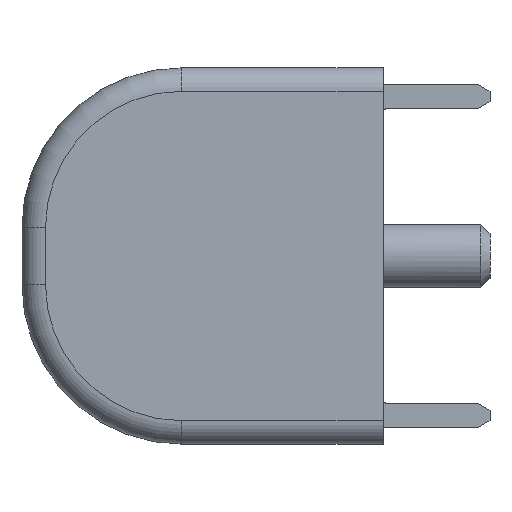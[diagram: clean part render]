
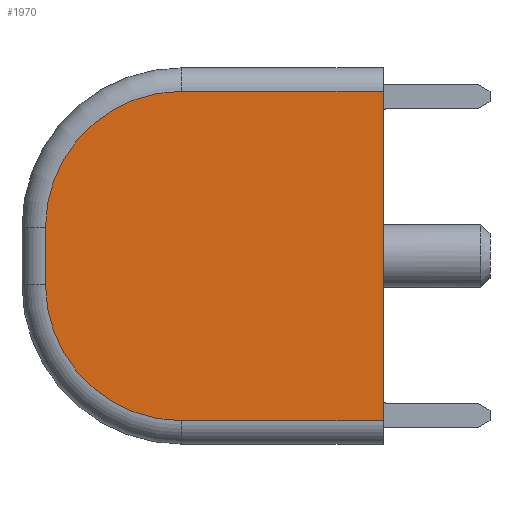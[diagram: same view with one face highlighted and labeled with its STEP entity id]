
A CAD part, left-side view. The second image highlights one B-rep face of the part: STEP entity #1970.
In plain terms, the highlighted planar face has unit normal (-1, 0, 0).
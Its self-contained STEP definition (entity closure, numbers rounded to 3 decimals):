
#85 = DIRECTION ( 'NONE',  ( -1., 0., 0. ) ) ;
#108 = CARTESIAN_POINT ( 'NONE',  ( -16.497, 6.426, -5.245 ) ) ;
#111 = ORIENTED_EDGE ( 'NONE', *, *, #116, .F. ) ;
#116 = EDGE_CURVE ( 'NONE', #2237, #2933, #3271, .T. ) ;
#196 = DIRECTION ( 'NONE',  ( 0., 1., 0. ) ) ;
#253 = EDGE_CURVE ( 'NONE', #1995, #637, #3073, .T. ) ;
#283 = FACE_OUTER_BOUND ( 'NONE', #556, .T. ) ;
#543 = CARTESIAN_POINT ( 'NONE',  ( -16.497, 0., 5.245 ) ) ;
#556 = EDGE_LOOP ( 'NONE', ( #3610, #3260, #111, #2626, #4096, #3774 ) ) ;
#569 = VECTOR ( 'NONE', #3477, 1000. ) ;
#637 = VERTEX_POINT ( 'NONE', #1003 ) ;
#734 = VECTOR ( 'NONE', #196, 1000. ) ;
#752 = DIRECTION ( 'NONE',  ( 0., 0., -1. ) ) ;
#987 = CIRCLE ( 'NONE', #4048, 4.331 ) ;
#1003 = CARTESIAN_POINT ( 'NONE',  ( -16.497, 10.757, -0.914 ) ) ;
#1037 = CARTESIAN_POINT ( 'NONE',  ( -16.497, 10.757, 0.914 ) ) ;
#1121 = EDGE_CURVE ( 'NONE', #637, #3588, #4285, .T. ) ;
#1135 = CARTESIAN_POINT ( 'NONE',  ( -16.497, 10.757, -0.914 ) ) ;
#1253 = DIRECTION ( 'NONE',  ( -1., 0., 0. ) ) ;
#1268 = CARTESIAN_POINT ( 'NONE',  ( -16.497, 6.426, 0.914 ) ) ;
#1483 = DIRECTION ( 'NONE',  ( 1., 0., 0. ) ) ;
#1502 = CARTESIAN_POINT ( 'NONE',  ( -16.497, 6.426, -5.245 ) ) ;
#1970 = ADVANCED_FACE ( 'NONE', ( #283 ), #3156, .F. ) ;
#1995 = VERTEX_POINT ( 'NONE', #1037 ) ;
#2046 = CARTESIAN_POINT ( 'NONE',  ( -16.497, 0., 5.994 ) ) ;
#2159 = AXIS2_PLACEMENT_3D ( 'NONE', #3488, #1483, #3820 ) ;
#2237 = VERTEX_POINT ( 'NONE', #543 ) ;
#2261 = VERTEX_POINT ( 'NONE', #4176 ) ;
#2413 = DIRECTION ( 'NONE',  ( 0., 0., -1. ) ) ;
#2626 = ORIENTED_EDGE ( 'NONE', *, *, #3560, .T. ) ;
#2664 = VECTOR ( 'NONE', #752, 1000. ) ;
#2761 = DIRECTION ( 'NONE',  ( 0., -1., 0. ) ) ;
#2886 = EDGE_CURVE ( 'NONE', #3588, #2933, #3533, .T. ) ;
#2933 = VERTEX_POINT ( 'NONE', #3132 ) ;
#2960 = DIRECTION ( 'NONE',  ( 0., 0., -1. ) ) ;
#3045 = LINE ( 'NONE', #3178, #734 ) ;
#3073 = LINE ( 'NONE', #1135, #569 ) ;
#3131 = CARTESIAN_POINT ( 'NONE',  ( -16.497, 6.426, -0.914 ) ) ;
#3132 = CARTESIAN_POINT ( 'NONE',  ( -16.497, 0., -5.245 ) ) ;
#3156 = PLANE ( 'NONE',  #2159 ) ;
#3178 = CARTESIAN_POINT ( 'NONE',  ( -16.497, 6.426, 5.245 ) ) ;
#3260 = ORIENTED_EDGE ( 'NONE', *, *, #2886, .T. ) ;
#3271 = LINE ( 'NONE', #2046, #2664 ) ;
#3477 = DIRECTION ( 'NONE',  ( 0., 0., -1. ) ) ;
#3488 = CARTESIAN_POINT ( 'NONE',  ( -16.497, 6.426, -0.914 ) ) ;
#3533 = LINE ( 'NONE', #108, #4278 ) ;
#3560 = EDGE_CURVE ( 'NONE', #2237, #2261, #3045, .T. ) ;
#3588 = VERTEX_POINT ( 'NONE', #1502 ) ;
#3610 = ORIENTED_EDGE ( 'NONE', *, *, #1121, .T. ) ;
#3774 = ORIENTED_EDGE ( 'NONE', *, *, #253, .T. ) ;
#3820 = DIRECTION ( 'NONE',  ( 0., 0., -1. ) ) ;
#4048 = AXIS2_PLACEMENT_3D ( 'NONE', #1268, #1253, #2960 ) ;
#4096 = ORIENTED_EDGE ( 'NONE', *, *, #4101, .T. ) ;
#4101 = EDGE_CURVE ( 'NONE', #2261, #1995, #987, .T. ) ;
#4160 = AXIS2_PLACEMENT_3D ( 'NONE', #3131, #85, #2413 ) ;
#4176 = CARTESIAN_POINT ( 'NONE',  ( -16.497, 6.426, 5.245 ) ) ;
#4278 = VECTOR ( 'NONE', #2761, 1000. ) ;
#4285 = CIRCLE ( 'NONE', #4160, 4.331 ) ;
